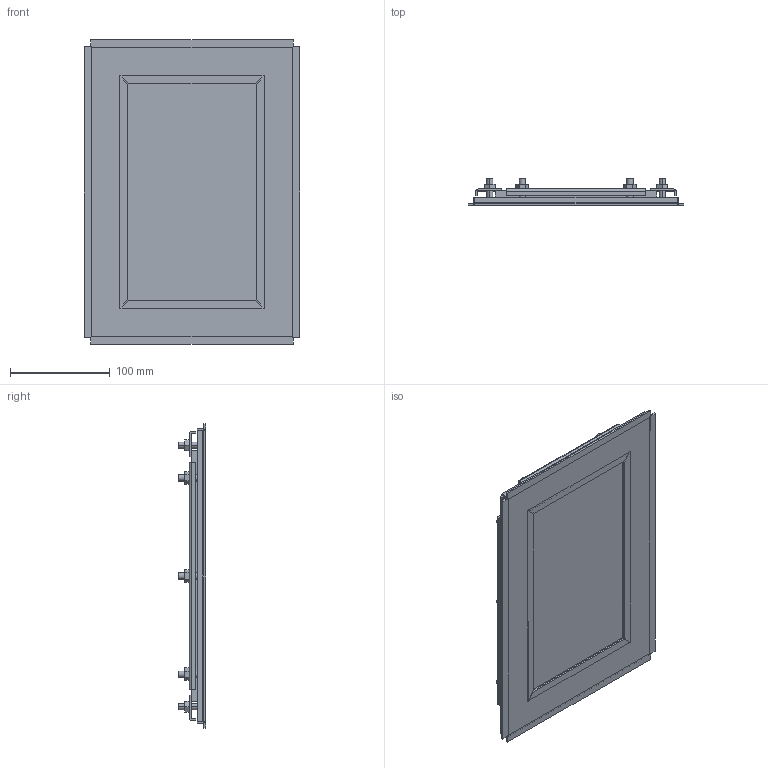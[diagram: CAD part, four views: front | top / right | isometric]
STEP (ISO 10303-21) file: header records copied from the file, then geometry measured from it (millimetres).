
FILE_DESCRIPTION (( 'STEP AP203' ), '1' );
FILE_NAME ('1481WN4SS0905_Default.step', '2019-11-12T17:33:39', ( '' ), ( '' ), 'SwSTEP 2.0', 'SolidWorks 2019', '' );
FILE_SCHEMA (( 'CONFIG_CONTROL_DESIGN' ));
Length unit declared in the file: inch
Products named in the file (1): 1481WN4SS0905_Default
Bounding box: 216.53 x 27.23 x 305.44 mm (x, y, z)
Volume: 448529.5 mm3; surface area: 302344.4 mm2
Topology: 27 solids, 27 shells, 336 faces, 768 edges, 496 vertices
Faces by surface type: plane 224, cylinder 104, bspline 8
Entity records: 9927 total; most frequent: CARTESIAN_POINT 2089, DIRECTION 1602, ORIENTED_EDGE 1536, EDGE_CURVE 768, LINE 560, VECTOR 560, AXIS2_PLACEMENT_3D 521, VERTEX_POINT 496
